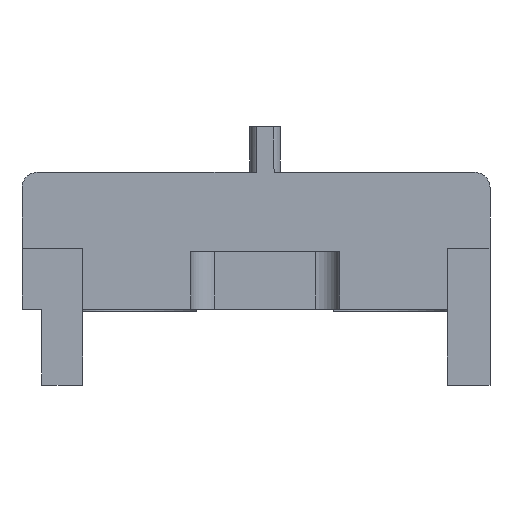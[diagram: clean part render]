
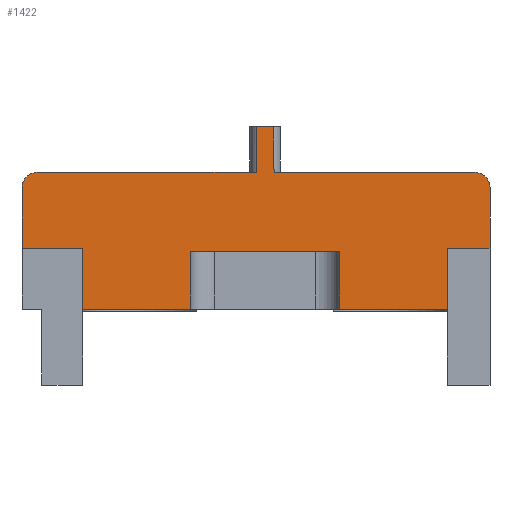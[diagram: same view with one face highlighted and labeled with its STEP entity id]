
A CAD part, front view. The second image highlights one B-rep face of the part: STEP entity #1422.
In plain terms, the highlighted planar face has unit normal (0, -1, 0).
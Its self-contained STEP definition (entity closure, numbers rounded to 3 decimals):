
#1320=AXIS2_PLACEMENT_3D('Circle Axis2P3D',#1318,#1319,$) ;
#1333=AXIS2_PLACEMENT_3D('Plane Axis2P3D',#1330,#1331,#1332) ;
#1373=AXIS2_PLACEMENT_3D('Circle Axis2P3D',#1371,#1372,$) ;
#424=CARTESIAN_POINT('Vertex',(15.4,4.6,6.5)) ;
#427=CARTESIAN_POINT('Line Origine',(15.4,4.6,5.5)) ;
#431=CARTESIAN_POINT('Vertex',(15.4,4.6,4.5)) ;
#478=CARTESIAN_POINT('Line Origine',(3.,4.6,2.5)) ;
#482=CARTESIAN_POINT('Vertex',(2.,4.6,2.5)) ;
#484=CARTESIAN_POINT('Vertex',(4.,4.6,2.5)) ;
#580=CARTESIAN_POINT('Vertex',(14.,4.6,2.5)) ;
#583=CARTESIAN_POINT('Line Origine',(13.,4.6,2.5)) ;
#587=CARTESIAN_POINT('Vertex',(12.,4.6,2.5)) ;
#590=CARTESIAN_POINT('Line Origine',(11.225,4.6,2.5)) ;
#594=CARTESIAN_POINT('Vertex',(10.45,4.6,2.5)) ;
#629=CARTESIAN_POINT('Vertex',(5.55,4.6,2.5)) ;
#632=CARTESIAN_POINT('Line Origine',(4.775,4.6,2.5)) ;
#768=CARTESIAN_POINT('Vertex',(8.275,4.6,8.5)) ;
#771=CARTESIAN_POINT('Line Origine',(8.284,4.6,7.75)) ;
#775=CARTESIAN_POINT('Vertex',(8.294,4.6,7.)) ;
#840=CARTESIAN_POINT('Vertex',(7.706,4.6,7.)) ;
#843=CARTESIAN_POINT('Line Origine',(7.716,4.6,7.75)) ;
#847=CARTESIAN_POINT('Vertex',(7.725,4.6,8.5)) ;
#960=CARTESIAN_POINT('Vertex',(0.,4.6,4.5)) ;
#963=CARTESIAN_POINT('Line Origine',(0.,4.6,5.5)) ;
#967=CARTESIAN_POINT('Vertex',(0.,4.6,6.5)) ;
#1315=CARTESIAN_POINT('Vertex',(14.9,4.6,7.)) ;
#1318=CARTESIAN_POINT('Axis2P3D Location',(14.9,4.6,6.5)) ;
#1330=CARTESIAN_POINT('Axis2P3D Location',(4.,4.6,4.5)) ;
#1335=CARTESIAN_POINT('Line Origine',(10.45,4.6,3.45)) ;
#1339=CARTESIAN_POINT('Vertex',(10.45,4.6,4.4)) ;
#1342=CARTESIAN_POINT('Line Origine',(14.,4.6,3.5)) ;
#1346=CARTESIAN_POINT('Vertex',(14.,4.6,4.5)) ;
#1349=CARTESIAN_POINT('Line Origine',(14.7,4.6,4.5)) ;
#1354=CARTESIAN_POINT('Line Origine',(11.597,4.6,7.)) ;
#1359=CARTESIAN_POINT('Line Origine',(8.,4.6,8.5)) ;
#1364=CARTESIAN_POINT('Line Origine',(4.103,4.6,7.)) ;
#1368=CARTESIAN_POINT('Vertex',(0.5,4.6,7.)) ;
#1371=CARTESIAN_POINT('Axis2P3D Location',(0.5,4.6,6.5)) ;
#1376=CARTESIAN_POINT('Line Origine',(1.,4.6,4.5)) ;
#1380=CARTESIAN_POINT('Vertex',(2.,4.6,4.5)) ;
#1383=CARTESIAN_POINT('Line Origine',(2.,4.6,3.5)) ;
#1388=CARTESIAN_POINT('Line Origine',(5.55,4.6,3.45)) ;
#1392=CARTESIAN_POINT('Vertex',(5.55,4.6,4.4)) ;
#1395=CARTESIAN_POINT('Line Origine',(8.,4.6,4.4)) ;
#428=DIRECTION('Vector Direction',(0.,0.,1.)) ;
#479=DIRECTION('Vector Direction',(-1.,0.,0.)) ;
#584=DIRECTION('Vector Direction',(-1.,0.,0.)) ;
#591=DIRECTION('Vector Direction',(1.,0.,0.)) ;
#633=DIRECTION('Vector Direction',(1.,0.,0.)) ;
#772=DIRECTION('Vector Direction',(-0.012,0.,1.)) ;
#844=DIRECTION('Vector Direction',(0.012,0.,1.)) ;
#964=DIRECTION('Vector Direction',(0.,0.,1.)) ;
#1319=DIRECTION('Axis2P3D Direction',(0.,1.,0.)) ;
#1331=DIRECTION('Axis2P3D Direction',(0.,1.,0.)) ;
#1332=DIRECTION('Axis2P3D XDirection',(1.,0.,0.)) ;
#1336=DIRECTION('Vector Direction',(0.,0.,-1.)) ;
#1343=DIRECTION('Vector Direction',(0.,0.,1.)) ;
#1350=DIRECTION('Vector Direction',(1.,0.,0.)) ;
#1355=DIRECTION('Vector Direction',(1.,0.,0.)) ;
#1360=DIRECTION('Vector Direction',(-1.,0.,0.)) ;
#1365=DIRECTION('Vector Direction',(1.,0.,0.)) ;
#1372=DIRECTION('Axis2P3D Direction',(0.,1.,0.)) ;
#1377=DIRECTION('Vector Direction',(1.,0.,0.)) ;
#1384=DIRECTION('Vector Direction',(0.,0.,1.)) ;
#1389=DIRECTION('Vector Direction',(0.,0.,-1.)) ;
#1396=DIRECTION('Vector Direction',(1.,0.,0.)) ;
#429=VECTOR('Line Direction',#428,1.) ;
#480=VECTOR('Line Direction',#479,1.) ;
#585=VECTOR('Line Direction',#584,1.) ;
#592=VECTOR('Line Direction',#591,1.) ;
#634=VECTOR('Line Direction',#633,1.) ;
#773=VECTOR('Line Direction',#772,1.) ;
#845=VECTOR('Line Direction',#844,1.) ;
#965=VECTOR('Line Direction',#964,1.) ;
#1337=VECTOR('Line Direction',#1336,1.) ;
#1344=VECTOR('Line Direction',#1343,1.) ;
#1351=VECTOR('Line Direction',#1350,1.) ;
#1356=VECTOR('Line Direction',#1355,1.) ;
#1361=VECTOR('Line Direction',#1360,1.) ;
#1366=VECTOR('Line Direction',#1365,1.) ;
#1378=VECTOR('Line Direction',#1377,1.) ;
#1385=VECTOR('Line Direction',#1384,1.) ;
#1390=VECTOR('Line Direction',#1389,1.) ;
#1397=VECTOR('Line Direction',#1396,1.) ;
#1401=ORIENTED_EDGE('',*,*,#1341,.F.) ;
#1402=ORIENTED_EDGE('',*,*,#596,.T.) ;
#1403=ORIENTED_EDGE('',*,*,#589,.T.) ;
#1404=ORIENTED_EDGE('',*,*,#1348,.T.) ;
#1405=ORIENTED_EDGE('',*,*,#1353,.T.) ;
#1406=ORIENTED_EDGE('',*,*,#433,.T.) ;
#1407=ORIENTED_EDGE('',*,*,#1322,.F.) ;
#1408=ORIENTED_EDGE('',*,*,#1358,.F.) ;
#1409=ORIENTED_EDGE('',*,*,#777,.T.) ;
#1410=ORIENTED_EDGE('',*,*,#1363,.F.) ;
#1411=ORIENTED_EDGE('',*,*,#849,.T.) ;
#1412=ORIENTED_EDGE('',*,*,#1370,.F.) ;
#1413=ORIENTED_EDGE('',*,*,#1375,.F.) ;
#1414=ORIENTED_EDGE('',*,*,#969,.F.) ;
#1415=ORIENTED_EDGE('',*,*,#1382,.T.) ;
#1416=ORIENTED_EDGE('',*,*,#1387,.F.) ;
#1417=ORIENTED_EDGE('',*,*,#486,.T.) ;
#1418=ORIENTED_EDGE('',*,*,#636,.T.) ;
#1419=ORIENTED_EDGE('',*,*,#1394,.T.) ;
#1420=ORIENTED_EDGE('',*,*,#1399,.F.) ;
#1422=ADVANCED_FACE('ISGF QVS2.1\\K\X2\00F6\X0\rper.2',(#1421),#1334,.F.) ;
#1321=CIRCLE('generated circle',#1320,0.5) ;
#1374=CIRCLE('generated circle',#1373,0.5) ;
#433=EDGE_CURVE('',#432,#425,#430,.T.) ;
#486=EDGE_CURVE('',#483,#485,#481,.F.) ;
#589=EDGE_CURVE('',#588,#581,#586,.F.) ;
#596=EDGE_CURVE('',#595,#588,#593,.T.) ;
#636=EDGE_CURVE('',#485,#630,#635,.T.) ;
#777=EDGE_CURVE('',#776,#769,#774,.T.) ;
#849=EDGE_CURVE('',#848,#841,#846,.F.) ;
#969=EDGE_CURVE('',#961,#968,#966,.T.) ;
#1322=EDGE_CURVE('',#1316,#425,#1321,.T.) ;
#1341=EDGE_CURVE('',#595,#1340,#1338,.F.) ;
#1348=EDGE_CURVE('',#581,#1347,#1345,.T.) ;
#1353=EDGE_CURVE('',#1347,#432,#1352,.T.) ;
#1358=EDGE_CURVE('',#776,#1316,#1357,.T.) ;
#1363=EDGE_CURVE('',#848,#769,#1362,.F.) ;
#1370=EDGE_CURVE('',#1369,#841,#1367,.T.) ;
#1375=EDGE_CURVE('',#968,#1369,#1374,.T.) ;
#1382=EDGE_CURVE('',#961,#1381,#1379,.T.) ;
#1387=EDGE_CURVE('',#483,#1381,#1386,.T.) ;
#1394=EDGE_CURVE('',#630,#1393,#1391,.F.) ;
#1399=EDGE_CURVE('',#1340,#1393,#1398,.F.) ;
#1400=EDGE_LOOP('',(#1401,#1402,#1403,#1404,#1405,#1406,#1407,#1408,#1409,#1410,#1411,#1412,#1413,#1414,#1415,#1416,#1417,#1418,#1419,#1420)) ;
#1421=FACE_OUTER_BOUND('',#1400,.T.) ;
#430=LINE('Line',#427,#429) ;
#481=LINE('Line',#478,#480) ;
#586=LINE('Line',#583,#585) ;
#593=LINE('Line',#590,#592) ;
#635=LINE('Line',#632,#634) ;
#774=LINE('Line',#771,#773) ;
#846=LINE('Line',#843,#845) ;
#966=LINE('Line',#963,#965) ;
#1338=LINE('Line',#1335,#1337) ;
#1345=LINE('Line',#1342,#1344) ;
#1352=LINE('Line',#1349,#1351) ;
#1357=LINE('Line',#1354,#1356) ;
#1362=LINE('Line',#1359,#1361) ;
#1367=LINE('Line',#1364,#1366) ;
#1379=LINE('Line',#1376,#1378) ;
#1386=LINE('Line',#1383,#1385) ;
#1391=LINE('Line',#1388,#1390) ;
#1398=LINE('Line',#1395,#1397) ;
#1334=PLANE('',#1333) ;
#425=VERTEX_POINT('',#424) ;
#432=VERTEX_POINT('',#431) ;
#483=VERTEX_POINT('',#482) ;
#485=VERTEX_POINT('',#484) ;
#581=VERTEX_POINT('',#580) ;
#588=VERTEX_POINT('',#587) ;
#595=VERTEX_POINT('',#594) ;
#630=VERTEX_POINT('',#629) ;
#769=VERTEX_POINT('',#768) ;
#776=VERTEX_POINT('',#775) ;
#841=VERTEX_POINT('',#840) ;
#848=VERTEX_POINT('',#847) ;
#961=VERTEX_POINT('',#960) ;
#968=VERTEX_POINT('',#967) ;
#1316=VERTEX_POINT('',#1315) ;
#1340=VERTEX_POINT('',#1339) ;
#1347=VERTEX_POINT('',#1346) ;
#1369=VERTEX_POINT('',#1368) ;
#1381=VERTEX_POINT('',#1380) ;
#1393=VERTEX_POINT('',#1392) ;
